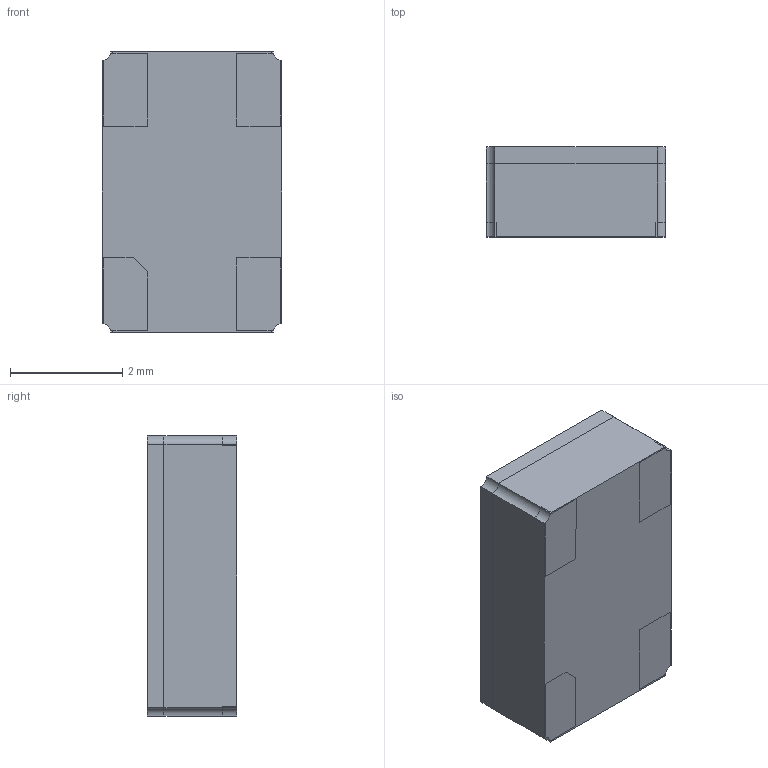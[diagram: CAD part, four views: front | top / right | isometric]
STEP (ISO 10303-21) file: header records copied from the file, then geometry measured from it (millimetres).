
FILE_DESCRIPTION (( 'STEP AP214' ), '1' );
FILE_NAME ('MCSO2.STEP', '2021-06-14T23:09:12', ( '' ), ( '' ), 'SwSTEP 2.0', 'SolidWorks 2017', '' );
FILE_SCHEMA (( 'AUTOMOTIVE_DESIGN' ));
Length unit declared in the file: millimetre
Products named in the file (1): MCSO2
Bounding box: 3.2 x 1.6 x 5 mm (x, y, z)
Volume: 25.5 mm3; surface area: 105.7 mm2
Topology: 7 solids, 7 shells, 101 faces, 258 edges, 172 vertices
Faces by surface type: plane 69, cylinder 32
Entity records: 3144 total; most frequent: CARTESIAN_POINT 532, DIRECTION 526, ORIENTED_EDGE 516, EDGE_CURVE 258, VECTOR 194, LINE 194, VERTEX_POINT 172, AXIS2_PLACEMENT_3D 166
